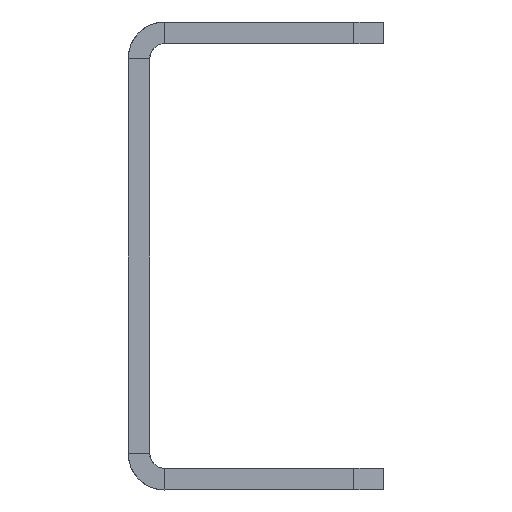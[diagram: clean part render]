
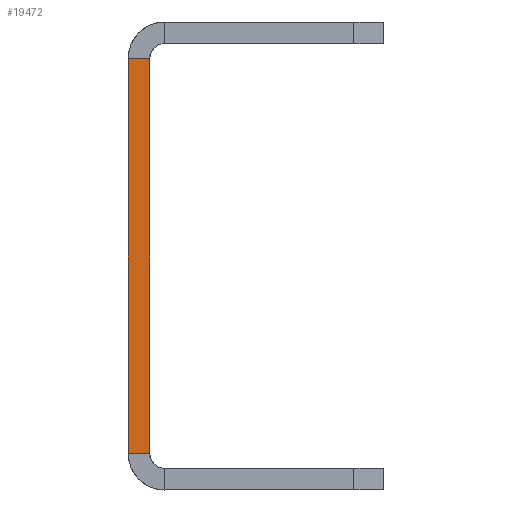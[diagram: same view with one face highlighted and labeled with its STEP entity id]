
A CAD part, left-side view. The second image highlights one B-rep face of the part: STEP entity #19472.
In plain terms, the highlighted planar face has unit normal (-1, 0, 0).
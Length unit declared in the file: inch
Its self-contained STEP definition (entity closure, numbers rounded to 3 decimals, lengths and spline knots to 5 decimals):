
#2300=FACE_OUTER_BOUND('',#3386,.T.);
#3386=EDGE_LOOP('',(#16192,#16193,#16194,#16195));
#3664=LINE('',#26988,#5526);
#4442=LINE('',#30147,#6304);
#4459=LINE('',#30230,#6321);
#5196=LINE('',#32341,#7058);
#5526=VECTOR('',#21543,0.844);
#6304=VECTOR('',#23669,0.046);
#6321=VECTOR('',#23692,0.844);
#7058=VECTOR('',#25835,0.046);
#7386=VERTEX_POINT('',#26985);
#7387=VERTEX_POINT('',#26987);
#8446=VERTEX_POINT('',#29782);
#8473=VERTEX_POINT('',#30228);
#9188=EDGE_CURVE('',#7387,#7386,#3664,.T.);
#10474=EDGE_CURVE('',#7386,#8446,#4442,.T.);
#10493=EDGE_CURVE('',#8473,#8446,#4459,.T.);
#11481=EDGE_CURVE('',#7387,#8473,#5196,.T.);
#16192=ORIENTED_EDGE('',*,*,#10474,.T.);
#16193=ORIENTED_EDGE('',*,*,#10493,.F.);
#16194=ORIENTED_EDGE('',*,*,#11481,.F.);
#16195=ORIENTED_EDGE('',*,*,#9188,.T.);
#17665=PLANE('',#21105);
#19472=ADVANCED_FACE('',(#2300),#17665,.F.);
#21105=AXIS2_PLACEMENT_3D('',#32340,#25833,#25834);
#21543=DIRECTION('',(0.,0.,1.));
#23669=DIRECTION('',(0.,1.,0.));
#23692=DIRECTION('',(0.,0.,1.));
#25833=DIRECTION('center_axis',(1.,0.,0.));
#25834=DIRECTION('ref_axis',(0.,0.,-1.));
#25835=DIRECTION('',(0.,1.,0.));
#26985=CARTESIAN_POINT('',(-1.04194,0.,0.30781));
#26987=CARTESIAN_POINT('',(-1.04194,0.,-0.53619));
#26988=CARTESIAN_POINT('',(-1.04194,0.,-0.53619));
#29782=CARTESIAN_POINT('',(-1.04194,0.046,0.30781));
#30147=CARTESIAN_POINT('',(-1.04194,0.,0.30781));
#30228=CARTESIAN_POINT('',(-1.04194,0.046,-0.53619));
#30230=CARTESIAN_POINT('',(-1.04194,0.046,-0.53619));
#32340=CARTESIAN_POINT('Origin',(-1.04194,0.046,-0.61419));
#32341=CARTESIAN_POINT('',(-1.04194,0.,-0.53619));
